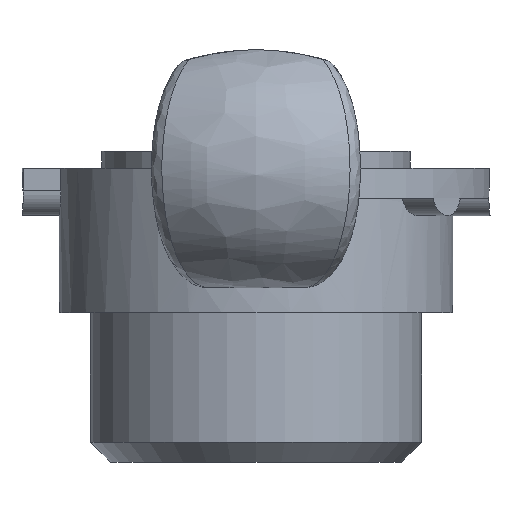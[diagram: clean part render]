
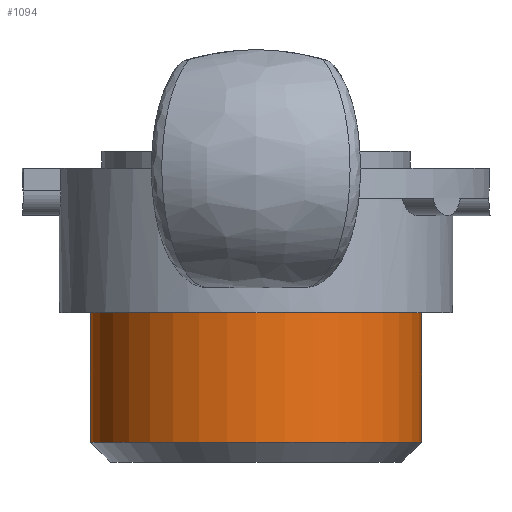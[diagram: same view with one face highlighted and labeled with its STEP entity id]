
A CAD part, left-side view. The second image highlights one B-rep face of the part: STEP entity #1094.
In plain terms, the highlighted cylindrical face has radius 16.625 mm (diameter 33.249 mm), a full revolution.
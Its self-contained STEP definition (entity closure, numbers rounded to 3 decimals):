
#122=FACE_OUTER_BOUND('',#187,.T.);
#187=EDGE_LOOP('',(#715,#716,#717,#718,#719));
#250=LINE('',#1614,#305);
#305=VECTOR('',#1345,16.625);
#369=CIRCLE('',#1195,16.625);
#370=CIRCLE('',#1196,16.625);
#371=CIRCLE('',#1198,16.625);
#424=VERTEX_POINT('',#1606);
#425=VERTEX_POINT('',#1608);
#426=VERTEX_POINT('',#1612);
#537=EDGE_CURVE('',#424,#425,#369,.T.);
#538=EDGE_CURVE('',#425,#424,#370,.T.);
#539=EDGE_CURVE('',#426,#426,#371,.T.);
#540=EDGE_CURVE('',#426,#425,#250,.T.);
#715=ORIENTED_EDGE('',*,*,#539,.T.);
#716=ORIENTED_EDGE('',*,*,#540,.T.);
#717=ORIENTED_EDGE('',*,*,#537,.F.);
#718=ORIENTED_EDGE('',*,*,#538,.F.);
#719=ORIENTED_EDGE('',*,*,#540,.F.);
#1004=CYLINDRICAL_SURFACE('',#1197,16.625);
#1094=ADVANCED_FACE('',(#122),#1004,.T.);
#1195=AXIS2_PLACEMENT_3D('',#1609,#1337,#1338);
#1196=AXIS2_PLACEMENT_3D('',#1610,#1339,#1340);
#1197=AXIS2_PLACEMENT_3D('',#1611,#1341,#1342);
#1198=AXIS2_PLACEMENT_3D('',#1613,#1343,#1344);
#1337=DIRECTION('center_axis',(0.,0.,-1.));
#1338=DIRECTION('ref_axis',(-1.,0.,0.));
#1339=DIRECTION('center_axis',(0.,0.,-1.));
#1340=DIRECTION('ref_axis',(-1.,0.,0.));
#1341=DIRECTION('center_axis',(0.,0.,-1.));
#1342=DIRECTION('ref_axis',(1.,0.,0.));
#1343=DIRECTION('center_axis',(0.,0.,-1.));
#1344=DIRECTION('ref_axis',(1.,0.,0.));
#1345=DIRECTION('',(0.,0.,-1.));
#1606=CARTESIAN_POINT('',(16.625,0.,-27.5));
#1608=CARTESIAN_POINT('',(-16.625,0.,-27.5));
#1609=CARTESIAN_POINT('Origin',(0.,0.,-27.5));
#1610=CARTESIAN_POINT('Origin',(0.,0.,-27.5));
#1611=CARTESIAN_POINT('Origin',(0.,0.,-22.));
#1612=CARTESIAN_POINT('',(-16.625,0.,-14.5));
#1613=CARTESIAN_POINT('Origin',(0.,0.,-14.5));
#1614=CARTESIAN_POINT('',(-16.625,0.,-22.));
